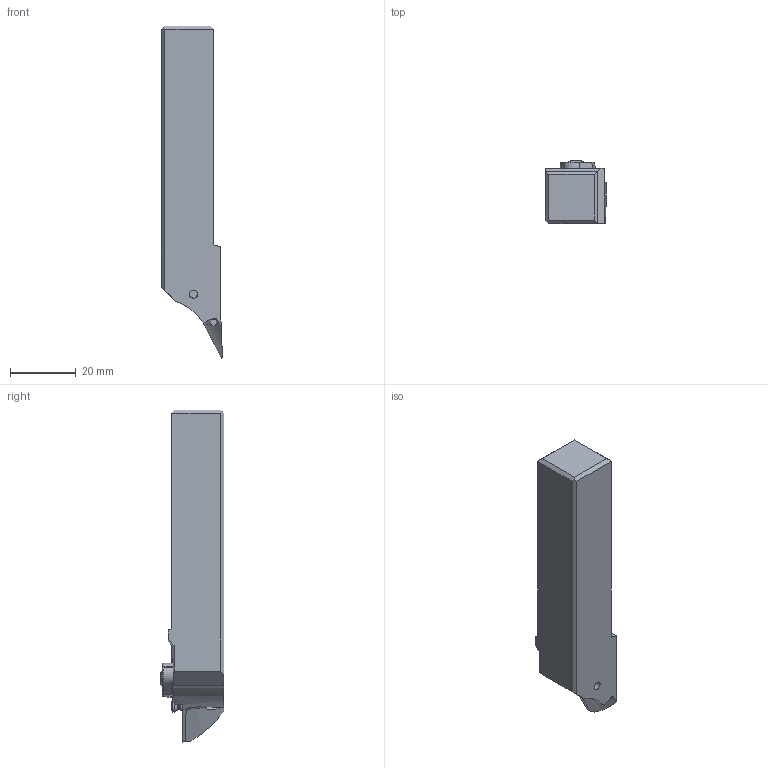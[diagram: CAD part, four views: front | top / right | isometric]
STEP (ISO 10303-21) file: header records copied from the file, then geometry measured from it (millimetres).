
FILE_DESCRIPTION(/* description */ (''),/* implementation_level */ '2;1');
FILE_NAME(/* name */ 'SXZCL-102.stp',/* time_stamp */ '2021-12-22T09:37:54+09:00',/* author */ (''),/* organization */ (''),/* preprocessor_version */ 'ST-DEVELOPER v16',/* originating_system */ 'SIEMENS PLM Software NX 10.0',/* authorisation */ '');
FILE_SCHEMA (('AUTOMOTIVE_DESIGN { 1 0 10303 214 3 1 1 1 }'));
Length unit declared in the file: millimetre
Products named in the file (1): SXZCL-102_ASM
Bounding box: 18.57 x 19.39 x 101.04 mm (x, y, z)
Volume: 22491.9 mm3; surface area: 7089.9 mm2
Topology: 5 solids, 5 shells, 172 faces, 475 edges, 317 vertices
Faces by surface type: cylinder 75, plane 64, cone 18, torus 11, sphere 2, bspline 2
Entity records: 6150 total; most frequent: CARTESIAN_POINT 1450, DIRECTION 1013, ORIENTED_EDGE 938, EDGE_CURVE 469, AXIS2_PLACEMENT_3D 394, VERTEX_POINT 314, LINE 225, VECTOR 225
